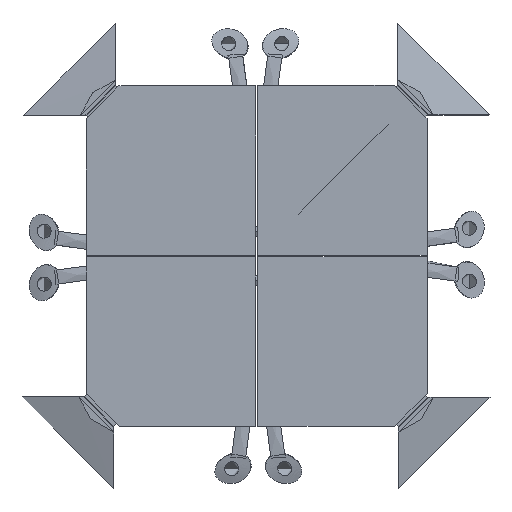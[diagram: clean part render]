
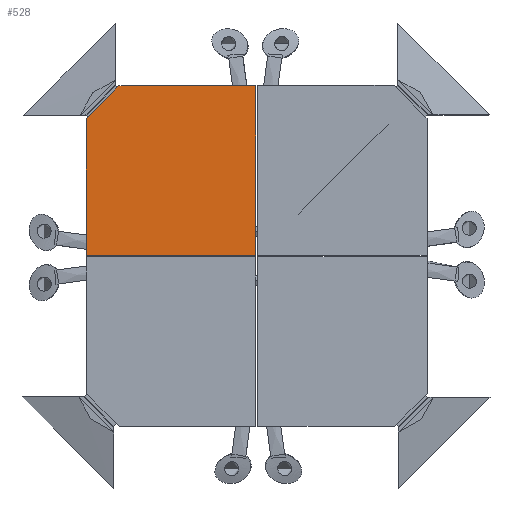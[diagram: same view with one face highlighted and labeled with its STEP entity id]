
A CAD part, top view. The second image highlights one B-rep face of the part: STEP entity #528.
In plain terms, the highlighted planar face has unit normal (0, 0, 1).
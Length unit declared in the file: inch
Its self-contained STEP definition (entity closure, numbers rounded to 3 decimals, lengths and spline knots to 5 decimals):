
#176=(
BOUNDED_CURVE()
B_SPLINE_CURVE(2,(#8968,#8969,#8970),.UNSPECIFIED.,.F.,.F.)
B_SPLINE_CURVE_WITH_KNOTS((3,3),(0.,0.23622),.UNSPECIFIED.)
CURVE()
GEOMETRIC_REPRESENTATION_ITEM()
RATIONAL_B_SPLINE_CURVE((1.,0.707,1.))
REPRESENTATION_ITEM('')
);
#528=ADVANCED_FACE('',(#764),#3353,.T.);
#764=FACE_OUTER_BOUND('',#1017,.T.);
#1017=EDGE_LOOP('',(#1972,#1973,#1974,#1975,#1976));
#1972=ORIENTED_EDGE('',*,*,#2524,.F.);
#1973=ORIENTED_EDGE('',*,*,#2530,.F.);
#1974=ORIENTED_EDGE('',*,*,#2519,.F.);
#1975=ORIENTED_EDGE('',*,*,#2529,.F.);
#1976=ORIENTED_EDGE('',*,*,#2528,.T.);
#2519=EDGE_CURVE('',#3292,#3294,#176,.T.);
#2524=EDGE_CURVE('',#3296,#3298,#2964,.T.);
#2528=EDGE_CURVE('',#3291,#3298,#2968,.T.);
#2529=EDGE_CURVE('',#3291,#3292,#2969,.T.);
#2530=EDGE_CURVE('',#3294,#3296,#2970,.T.);
#2964=B_SPLINE_CURVE_WITH_KNOTS('',1,(#8979,#8980),.UNSPECIFIED.,.F.,.F.,
(2,2),(-12.17819,-6.16236),.UNSPECIFIED.);
#2968=B_SPLINE_CURVE_WITH_KNOTS('',1,(#8987,#8988),.UNSPECIFIED.,.F.,.F.,
(2,2),(-12.19472,-6.16236),.UNSPECIFIED.);
#2969=B_SPLINE_CURVE_WITH_KNOTS('',1,(#8989,#8990),.UNSPECIFIED.,.F.,.F.,
(2,2),(0.49978,0.98425),.UNSPECIFIED.);
#2970=B_SPLINE_CURVE_WITH_KNOTS('',1,(#8991,#8992),.UNSPECIFIED.,.F.,.F.,
(2,2),(-9.84252,-4.98126),.UNSPECIFIED.);
#3291=VERTEX_POINT('',#8953);
#3292=VERTEX_POINT('',#8954);
#3294=VERTEX_POINT('',#8956);
#3296=VERTEX_POINT('',#8958);
#3298=VERTEX_POINT('',#8960);
#3353=PLANE('',#3540);
#3540=AXIS2_PLACEMENT_3D('',#8950,#3593,$);
#3593=DIRECTION('',(0.,0.,1.));
#8950=CARTESIAN_POINT('',(0.12051,1.32591,0.4329));
#8953=CARTESIAN_POINT('',(0.12151,0.72333,0.4329));
#8954=CARTESIAN_POINT('',(0.12151,1.2078,0.4329));
#8956=CARTESIAN_POINT('',(0.23862,1.32491,0.4329));
#8958=CARTESIAN_POINT('',(0.72474,1.32491,0.4329));
#8960=CARTESIAN_POINT('',(0.72474,0.72333,0.4329));
#8968=CARTESIAN_POINT('',(0.12151,1.2078,0.4329));
#8969=CARTESIAN_POINT('',(0.12151,1.32491,0.4329));
#8970=CARTESIAN_POINT('',(0.23862,1.32491,0.4329));
#8979=CARTESIAN_POINT('',(0.72474,1.32491,0.4329));
#8980=CARTESIAN_POINT('',(0.72474,0.72333,0.4329));
#8987=CARTESIAN_POINT('',(0.12151,0.72333,0.4329));
#8988=CARTESIAN_POINT('',(0.72474,0.72333,0.4329));
#8989=CARTESIAN_POINT('',(0.12151,0.72333,0.4329));
#8990=CARTESIAN_POINT('',(0.12151,1.2078,0.4329));
#8991=CARTESIAN_POINT('',(0.23862,1.32491,0.4329));
#8992=CARTESIAN_POINT('',(0.72474,1.32491,0.4329));
